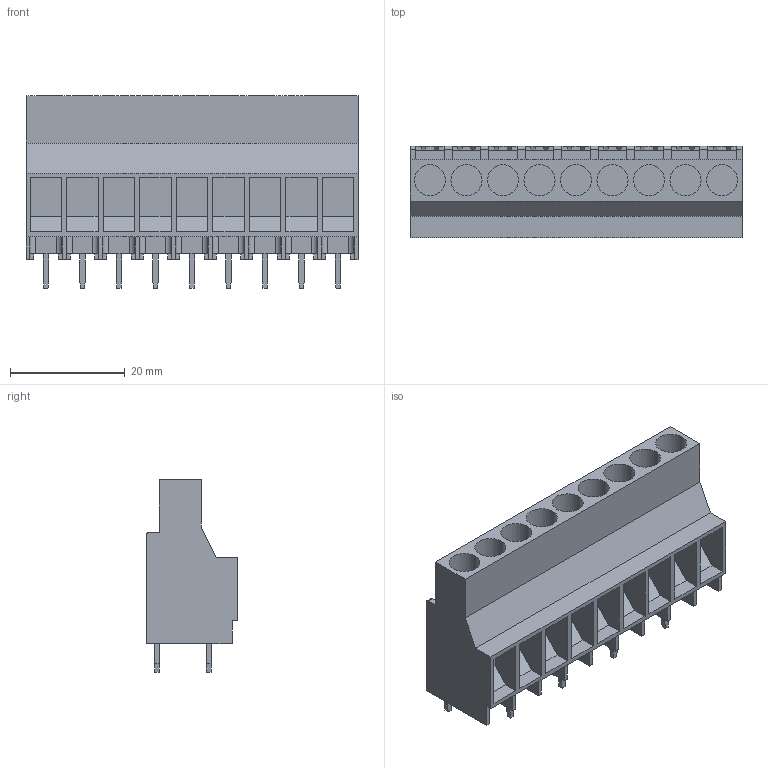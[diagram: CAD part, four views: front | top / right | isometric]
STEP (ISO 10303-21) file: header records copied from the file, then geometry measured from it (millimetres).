
FILE_DESCRIPTION(('CATIA V5 STEP Exchange','CAx-IF Rec.Pracs.--- Model Styling and Organization---1.2---2011-12-15'),'2;1');
FILE_NAME ('D1451355_0_1356920000_1356920000.stp','2018-09-20T15:37:13+00:00',('none'),('Weidmueller'),'CATIA Version 5-6 Release 2014','CATIA V5 STEP AP214','none');
FILE_SCHEMA(('AUTOMOTIVE_DESIGN { 1 0 10303 214 1 1 1 1 }'));
Length unit declared in the file: millimetre
Products named in the file (1): 1356920000
Bounding box: 57.75 x 15.85 x 33.5 mm (x, y, z)
Volume: 15489.5 mm3; surface area: 8647.6 mm2
Topology: 10 solids, 10 shells, 374 faces, 1008 edges, 672 vertices
Faces by surface type: plane 328, cylinder 46
Entity records: 10692 total; most frequent: ORIENTED_EDGE 2016, CARTESIAN_POINT 1895, DIRECTION 1436, EDGE_CURVE 1008, VECTOR 916, LINE 916, VERTEX_POINT 672, EDGE_LOOP 392
